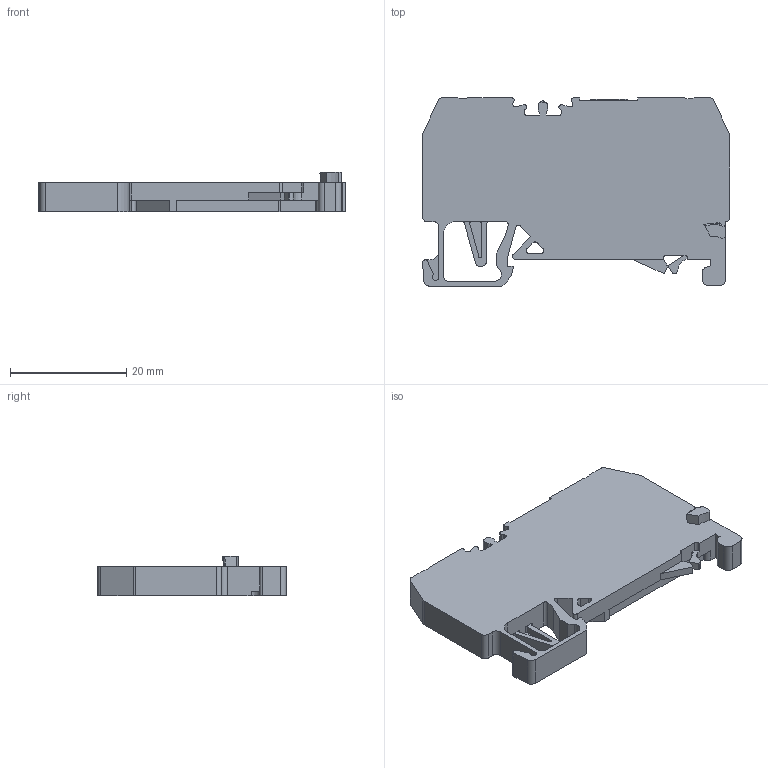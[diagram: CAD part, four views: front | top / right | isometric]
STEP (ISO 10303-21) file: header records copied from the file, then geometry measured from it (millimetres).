
FILE_DESCRIPTION(/* description */ (''),/* implementation_level */ '2;1');
FILE_NAME(/* name */ '225929.stp',/* time_stamp */ '2022-05-24T13:07:35+08:00',/* author */ (''),/* organization */ (''),/* preprocessor_version */ 'ST-DEVELOPER v16.7',/* originating_system */ 'SIEMENS PLM Software NX 12.0',/* authorisation */ '');
FILE_SCHEMA (('AP203_CONFIGURATION_CONTROLLED_3D_DESIGN_OF_MECHANICAL_PARTS_AND_ASSEMBLIES_MIM_LF { 1 0 10303 403 2 1 2}'));
Length unit declared in the file: millimetre
Products named in the file (1): SP1180T1002_01
Bounding box: 52.9 x 32.4 x 6.8 mm (x, y, z)
Volume: 6725.8 mm3; surface area: 4245.9 mm2
Topology: 1 solids, 1 shells, 932 faces, 2628 edges, 1751 vertices
Faces by surface type: plane 601, cylinder 319, cone 7, bspline 3, torus 2
Full cylindrical faces by diameter (mm): 0.131 x1
Entity records: 30430 total; most frequent: CARTESIAN_POINT 5607, ORIENTED_EDGE 5254, DIRECTION 5105, EDGE_CURVE 2627, LINE 1935, VECTOR 1935, VERTEX_POINT 1751, AXIS2_PLACEMENT_3D 1585
